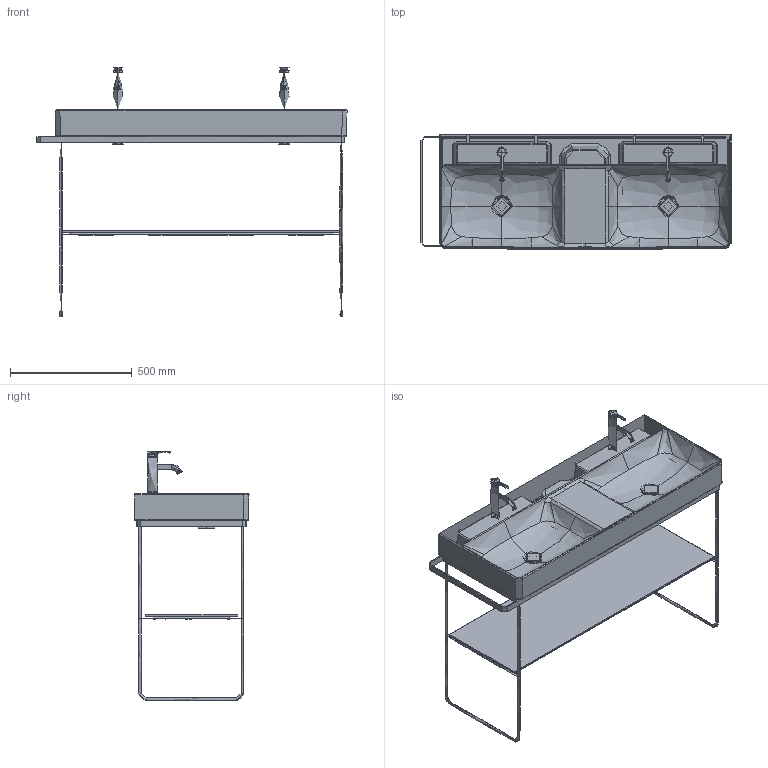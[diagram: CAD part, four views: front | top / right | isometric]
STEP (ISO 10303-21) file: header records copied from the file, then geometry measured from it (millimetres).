
FILE_DESCRIPTION(/* description */ (''),/* implementation_level */ '2;1');
FILE_NAME(/* name */ '235312_003117',/* time_stamp */ '2019-02-20T14:00:56+01:00',/* author */ (''),/* organization */ (''),/* preprocessor_version */ 'ST-DEVELOPER v15',/* originating_system */ '',/* authorisation */ '');
FILE_SCHEMA (('AUTOMOTIVE_DESIGN'));
Products named in the file (1): Document
Bounding box: 1274.51 x 468.96 x 1025.44 mm (x, y, z)
Volume: 4107824.2 mm3; surface area: 3400136.4 mm2
Topology: 18 solids, 48 shells, 1584 faces, 3885 edges, 2319 vertices
Faces by surface type: bspline 1584
Entity records: 205762 total; most frequent: CARTESIAN_POINT 158870, B_SPLINE_CURVE_WITH_KNOTS 8835, ORIENTED_EDGE 7463, PCURVE 7463, DEFINITIONAL_REPRESENTATION 7463, SURFACE_CURVE 3830, EDGE_CURVE 3830, VERTEX_POINT 2320
